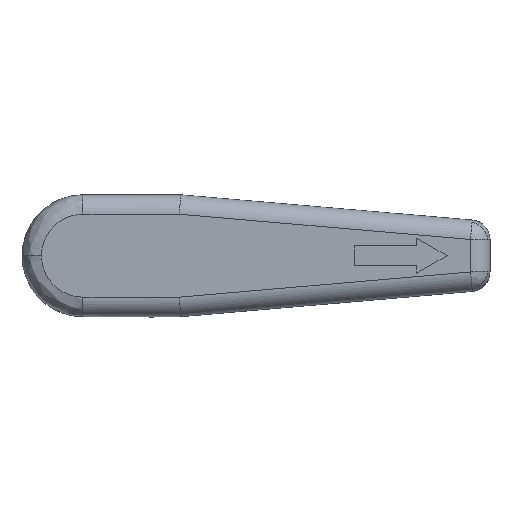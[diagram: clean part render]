
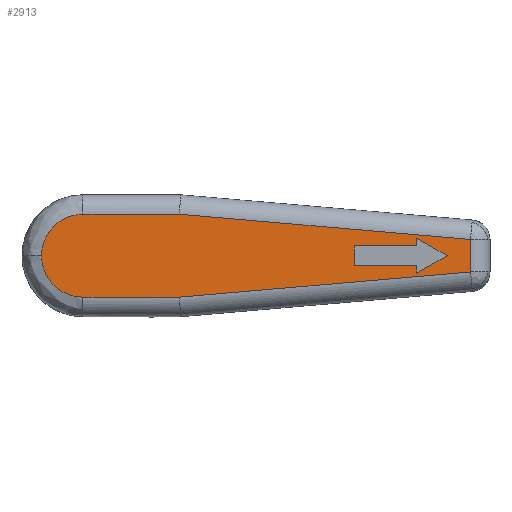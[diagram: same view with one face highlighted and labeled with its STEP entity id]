
A CAD part, top view. The second image highlights one B-rep face of the part: STEP entity #2913.
In plain terms, the highlighted planar face has unit normal (0, 0, 1).
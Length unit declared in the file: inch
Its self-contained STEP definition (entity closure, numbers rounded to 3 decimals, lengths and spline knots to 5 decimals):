
#7 = EDGE_CURVE ( 'NONE', #708, #2275, #3424, .T. ) ;
#8 = ORIENTED_EDGE ( 'NONE', *, *, #3823, .T. ) ;
#44 = DIRECTION ( 'NONE',  ( 0., 0., 1. ) ) ;
#65 = EDGE_CURVE ( 'NONE', #3290, #2890, #302, .T. ) ;
#112 = LINE ( 'NONE', #2683, #3659 ) ;
#184 = ORIENTED_EDGE ( 'NONE', *, *, #3152, .F. ) ;
#265 = DIRECTION ( 'NONE',  ( -1., 0., 0. ) ) ;
#285 = CARTESIAN_POINT ( 'NONE',  ( 0.5375, -0.05, 2.2 ) ) ;
#302 = LINE ( 'NONE', #285, #1767 ) ;
#313 = VERTEX_POINT ( 'NONE', #2604 ) ;
#348 = ORIENTED_EDGE ( 'NONE', *, *, #65, .T. ) ;
#406 = ORIENTED_EDGE ( 'NONE', *, *, #3087, .T. ) ;
#443 = CARTESIAN_POINT ( 'NONE',  ( 0.5375, 0.05, 2.2 ) ) ;
#463 = DIRECTION ( 'NONE',  ( 0.996, -0.086, 0. ) ) ;
#505 = LINE ( 'NONE', #1376, #1990 ) ;
#516 = CARTESIAN_POINT ( 'NONE',  ( 1.0425, 0., 2.2 ) ) ;
#550 = CARTESIAN_POINT ( 'NONE',  ( 0.34375, -0.2125, 2.2 ) ) ;
#660 = VERTEX_POINT ( 'NONE', #3101 ) ;
#708 = VERTEX_POINT ( 'NONE', #3124 ) ;
#755 = VECTOR ( 'NONE', #3070, 39.37008 ) ;
#839 = CARTESIAN_POINT ( 'NONE',  ( -0.5625, -0.12448, 2.2 ) ) ;
#849 = EDGE_LOOP ( 'NONE', ( #3071, #2485, #2783, #3661, #1995, #2563, #184 ) ) ;
#888 =( BOUNDED_CURVE ( )  B_SPLINE_CURVE ( 3, ( #2159, #3703, #1294, #1064 ),
 .UNSPECIFIED., .F., .F. ) 
 B_SPLINE_CURVE_WITH_KNOTS ( ( 4, 4 ),
 ( 0.5, 1. ),
 .UNSPECIFIED. ) 
 CURVE ( )  GEOMETRIC_REPRESENTATION_ITEM ( )  RATIONAL_B_SPLINE_CURVE ( ( 1., 0.805, 0.805, 1. ) ) 
 REPRESENTATION_ITEM ( '' )  );
#889 = VERTEX_POINT ( 'NONE', #2891 ) ;
#958 = LINE ( 'NONE', #1246, #2892 ) ;
#969 = DIRECTION ( 'NONE',  ( 1., 0., 0. ) ) ;
#972 = VERTEX_POINT ( 'NONE', #1518 ) ;
#1044 = DIRECTION ( 'NONE',  ( 0., 1., 0. ) ) ;
#1064 = CARTESIAN_POINT ( 'NONE',  ( -0.35, 0.2125, 2.2 ) ) ;
#1071 = LINE ( 'NONE', #3065, #3668 ) ;
#1113 = VECTOR ( 'NONE', #463, 39.37008 ) ;
#1116 = EDGE_CURVE ( 'NONE', #3262, #2097, #1071, .T. ) ;
#1149 = EDGE_CURVE ( 'NONE', #3262, #972, #505, .T. ) ;
#1160 = CARTESIAN_POINT ( 'NONE',  ( 1.36162, -0.09, 2.2 ) ) ;
#1212 = CARTESIAN_POINT ( 'NONE',  ( -0.35, 0.2125, 2.2 ) ) ;
#1246 = CARTESIAN_POINT ( 'NONE',  ( 1.36162, 0., 2.2 ) ) ;
#1257 = FACE_BOUND ( 'NONE', #2474, .T. ) ;
#1279 = EDGE_CURVE ( 'NONE', #2903, #313, #2972, .T. ) ;
#1288 = CARTESIAN_POINT ( 'NONE',  ( 1.36162, 0.09, 2.2 ) ) ;
#1294 = CARTESIAN_POINT ( 'NONE',  ( -0.47448, 0.2125, 2.2 ) ) ;
#1376 = CARTESIAN_POINT ( 'NONE',  ( 1.6375, 0., 2.2 ) ) ;
#1391 = DIRECTION ( 'NONE',  ( -0.996, -0.086, 0. ) ) ;
#1404 = VECTOR ( 'NONE', #2564, 39.37008 ) ;
#1472 = CARTESIAN_POINT ( 'NONE',  ( 1.36162, -0.05, 2.2 ) ) ;
#1484 = DIRECTION ( 'NONE',  ( -1., 0., 0. ) ) ;
#1497 = VERTEX_POINT ( 'NONE', #2233 ) ;
#1518 = CARTESIAN_POINT ( 'NONE',  ( 1.6375, 0.08329, 2.2 ) ) ;
#1526 = CARTESIAN_POINT ( 'NONE',  ( -0.35, -0.2125, 2.2 ) ) ;
#1553 = LINE ( 'NONE', #1288, #755 ) ;
#1734 = ORIENTED_EDGE ( 'NONE', *, *, #7, .T. ) ;
#1767 = VECTOR ( 'NONE', #1484, 39.37008 ) ;
#1837 = DIRECTION ( 'NONE',  ( 0., 1., 0. ) ) ;
#1842 = EDGE_CURVE ( 'NONE', #2097, #2903, #3173, .T. ) ;
#1852 = DIRECTION ( 'NONE',  ( 1., 0., 0. ) ) ;
#1857 = VECTOR ( 'NONE', #1852, 39.37008 ) ;
#1882 = VERTEX_POINT ( 'NONE', #3265 ) ;
#1894 = LINE ( 'NONE', #3349, #1113 ) ;
#1962 = EDGE_CURVE ( 'NONE', #3760, #1882, #3304, .T. ) ;
#1974 = ORIENTED_EDGE ( 'NONE', *, *, #2081, .T. ) ;
#1990 = VECTOR ( 'NONE', #3121, 39.37008 ) ;
#1995 = ORIENTED_EDGE ( 'NONE', *, *, #1116, .F. ) ;
#1996 = CARTESIAN_POINT ( 'NONE',  ( -0.35, -0.2125, 2.2 ) ) ;
#1999 = CARTESIAN_POINT ( 'NONE',  ( 1.5175, 0., 2.2 ) ) ;
#2003 = CARTESIAN_POINT ( 'NONE',  ( 1.6375, -0.08329, 2.2 ) ) ;
#2060 = EDGE_CURVE ( 'NONE', #313, #3760, #888, .T. ) ;
#2081 = EDGE_CURVE ( 'NONE', #889, #1497, #3354, .T. ) ;
#2097 = VERTEX_POINT ( 'NONE', #2778 ) ;
#2149 = ORIENTED_EDGE ( 'NONE', *, *, #2882, .T. ) ;
#2159 = CARTESIAN_POINT ( 'NONE',  ( -0.5625, 0., 2.2 ) ) ;
#2225 = DIRECTION ( 'NONE',  ( -0.866, -0.5, 0. ) ) ;
#2233 = CARTESIAN_POINT ( 'NONE',  ( 1.36162, 0.05, 2.2 ) ) ;
#2275 = VERTEX_POINT ( 'NONE', #1160 ) ;
#2416 = FACE_OUTER_BOUND ( 'NONE', #849, .T. ) ;
#2434 = CARTESIAN_POINT ( 'NONE',  ( 1.0425, -0.05, 2.2 ) ) ;
#2474 = EDGE_LOOP ( 'NONE', ( #348, #8, #1974, #406, #2571, #1734, #2149 ) ) ;
#2485 = ORIENTED_EDGE ( 'NONE', *, *, #2060, .F. ) ;
#2537 = VECTOR ( 'NONE', #3393, 39.37008 ) ;
#2563 = ORIENTED_EDGE ( 'NONE', *, *, #1149, .T. ) ;
#2564 = DIRECTION ( 'NONE',  ( 0., 1., 0. ) ) ;
#2571 = ORIENTED_EDGE ( 'NONE', *, *, #2808, .T. ) ;
#2604 = CARTESIAN_POINT ( 'NONE',  ( -0.5625, 0., 2.2 ) ) ;
#2655 = CARTESIAN_POINT ( 'NONE',  ( 0.09375, 0.2125, 2.2 ) ) ;
#2683 = CARTESIAN_POINT ( 'NONE',  ( 1.36162, 0., 2.2 ) ) ;
#2776 = AXIS2_PLACEMENT_3D ( 'NONE', #3274, #44, #969 ) ;
#2778 = CARTESIAN_POINT ( 'NONE',  ( 0.14568, -0.2125, 2.2 ) ) ;
#2783 = ORIENTED_EDGE ( 'NONE', *, *, #1279, .F. ) ;
#2808 = EDGE_CURVE ( 'NONE', #660, #708, #1553, .T. ) ;
#2874 = CARTESIAN_POINT ( 'NONE',  ( -0.5625, 0., 2.2 ) ) ;
#2882 = EDGE_CURVE ( 'NONE', #2275, #3290, #112, .T. ) ;
#2890 = VERTEX_POINT ( 'NONE', #2434 ) ;
#2891 = CARTESIAN_POINT ( 'NONE',  ( 1.0425, 0.05, 2.2 ) ) ;
#2892 = VECTOR ( 'NONE', #1044, 39.37008 ) ;
#2903 = VERTEX_POINT ( 'NONE', #1526 ) ;
#2913 = ADVANCED_FACE ( 'NONE', ( #1257, #2416 ), #2966, .T. ) ;
#2966 = PLANE ( 'NONE',  #2776 ) ;
#2972 =( BOUNDED_CURVE ( )  B_SPLINE_CURVE ( 3, ( #1996, #3158, #839, #2874 ),
 .UNSPECIFIED., .F., .F. ) 
 B_SPLINE_CURVE_WITH_KNOTS ( ( 4, 4 ),
 ( 0., 0.5 ),
 .UNSPECIFIED. ) 
 CURVE ( )  GEOMETRIC_REPRESENTATION_ITEM ( )  RATIONAL_B_SPLINE_CURVE ( ( 1., 0.805, 0.805, 1. ) ) 
 REPRESENTATION_ITEM ( '' )  );
#3065 = CARTESIAN_POINT ( 'NONE',  ( 1.14086, -0.1263, 2.2 ) ) ;
#3070 = DIRECTION ( 'NONE',  ( 0.866, -0.5, 0. ) ) ;
#3071 = ORIENTED_EDGE ( 'NONE', *, *, #1962, .F. ) ;
#3087 = EDGE_CURVE ( 'NONE', #1497, #660, #958, .T. ) ;
#3099 = LINE ( 'NONE', #516, #1404 ) ;
#3101 = CARTESIAN_POINT ( 'NONE',  ( 1.36162, 0.09, 2.2 ) ) ;
#3121 = DIRECTION ( 'NONE',  ( 0., 1., 0. ) ) ;
#3124 = CARTESIAN_POINT ( 'NONE',  ( 1.5175, 0., 2.2 ) ) ;
#3152 = EDGE_CURVE ( 'NONE', #1882, #972, #1894, .T. ) ;
#3158 = CARTESIAN_POINT ( 'NONE',  ( -0.47448, -0.2125, 2.2 ) ) ;
#3173 = LINE ( 'NONE', #550, #3666 ) ;
#3262 = VERTEX_POINT ( 'NONE', #2003 ) ;
#3265 = CARTESIAN_POINT ( 'NONE',  ( 0.14568, 0.2125, 2.2 ) ) ;
#3274 = CARTESIAN_POINT ( 'NONE',  ( 0.5375, 0., 2.2 ) ) ;
#3290 = VERTEX_POINT ( 'NONE', #1472 ) ;
#3298 = VECTOR ( 'NONE', #2225, 39.37008 ) ;
#3304 = LINE ( 'NONE', #2655, #1857 ) ;
#3349 = CARTESIAN_POINT ( 'NONE',  ( 0.34711, 0.19505, 2.2 ) ) ;
#3354 = LINE ( 'NONE', #443, #2537 ) ;
#3393 = DIRECTION ( 'NONE',  ( 1., 0., 0. ) ) ;
#3424 = LINE ( 'NONE', #1999, #3298 ) ;
#3659 = VECTOR ( 'NONE', #1837, 39.37008 ) ;
#3661 = ORIENTED_EDGE ( 'NONE', *, *, #1842, .F. ) ;
#3666 = VECTOR ( 'NONE', #265, 39.37008 ) ;
#3668 = VECTOR ( 'NONE', #1391, 39.37008 ) ;
#3703 = CARTESIAN_POINT ( 'NONE',  ( -0.5625, 0.12448, 2.2 ) ) ;
#3760 = VERTEX_POINT ( 'NONE', #1212 ) ;
#3823 = EDGE_CURVE ( 'NONE', #2890, #889, #3099, .T. ) ;
